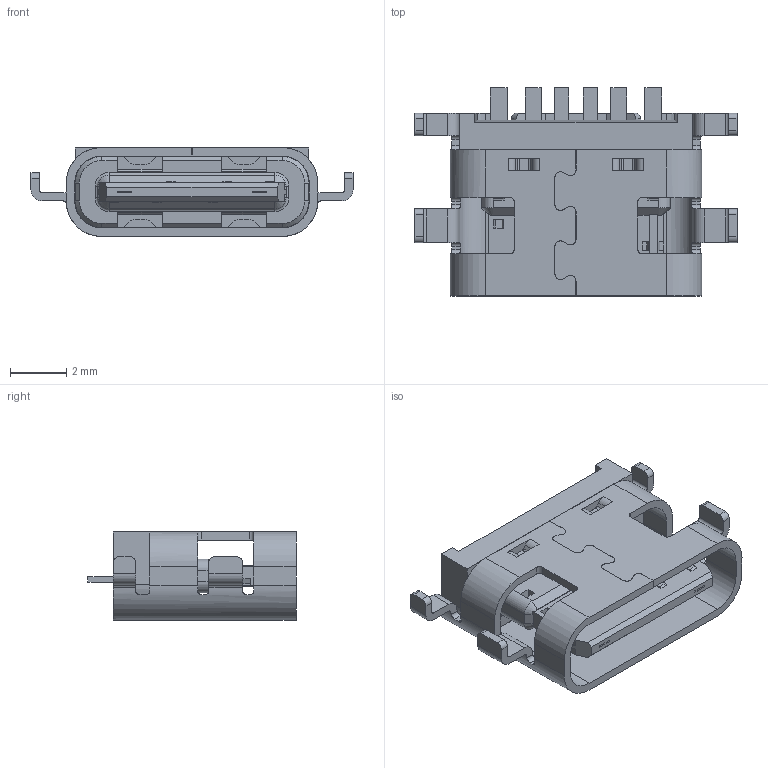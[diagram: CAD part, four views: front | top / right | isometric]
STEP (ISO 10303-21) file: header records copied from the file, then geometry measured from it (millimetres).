
FILE_DESCRIPTION((''),'2;1');
FILE_NAME('TYPE-C母座_6P沉板1_6四脚插CH0_02_长6_5Z','2024-07-16T',('admin'),(''),'PRO/ENGINEER BY PARAMETRIC TECHNOLOGY CORPORATION, 2017170','PRO/ENGINEER BY PARAMETRIC TECHNOLOGY CORPORATION, 2017170','');
FILE_SCHEMA(('AUTOMOTIVE_DESIGN { 1 0 10303 214 1 1 1 1 }'));
Length unit declared in the file: millimetre
Products named in the file (1): TYPE-C母座_6P沉板1_6四脚插CH0_02_长6_5Z
Bounding box: 11.45 x 7.4 x 3.16 mm (x, y, z)
Volume: 93.9 mm3; surface area: 441.9 mm2
Topology: 1 solids, 1 shells, 781 faces, 2248 edges, 1476 vertices
Faces by surface type: plane 631, cylinder 136, cone 8, torus 4, extrusion 2
Entity records: 31187 total; most frequent: CARTESIAN_POINT 4834, ORIENTED_EDGE 4496, DIRECTION 4066, EDGE_CURVE 2248, VECTOR 1884, LINE 1882, VERTEX_POINT 1476, AXIS2_PLACEMENT_3D 1091
